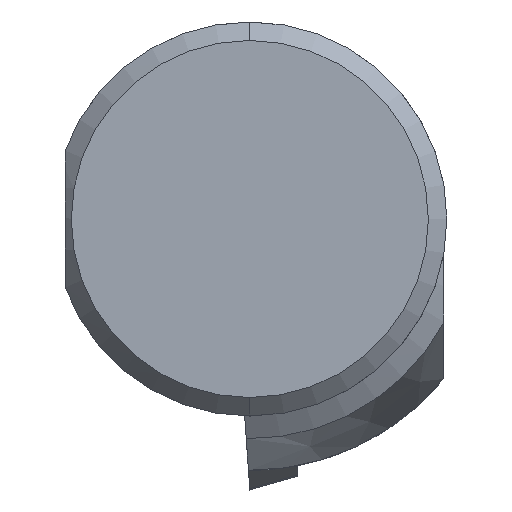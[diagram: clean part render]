
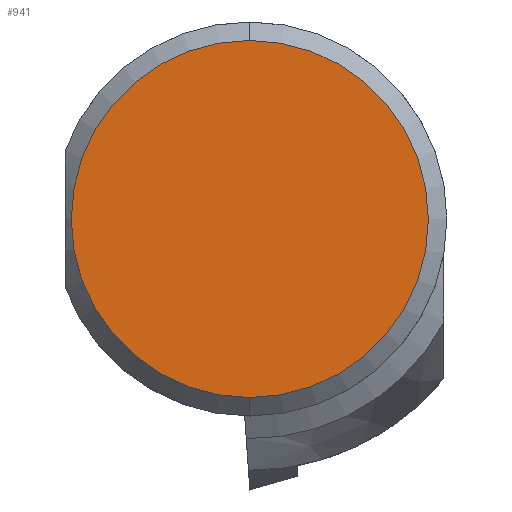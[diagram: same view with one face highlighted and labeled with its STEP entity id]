
A CAD part, left-side view. The second image highlights one B-rep face of the part: STEP entity #941.
In plain terms, the highlighted face is planar.
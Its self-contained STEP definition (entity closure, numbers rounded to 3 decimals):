
#570=CARTESIAN_POINT('',(0.,0.,0.));
#571=DIRECTION('',(0.,0.,1.));
#572=DIRECTION('',(-1.,0.,0.));
#573=AXIS2_PLACEMENT_3D('',#570,#571,#572);
#578=CARTESIAN_POINT('',(0.,0.,0.));
#579=DIRECTION('',(0.,0.,-1.));
#580=DIRECTION('',(-1.,0.,0.));
#581=AXIS2_PLACEMENT_3D('',#578,#579,#580);
#626=CARTESIAN_POINT('',(-14.5,0.,0.));
#628=VERTEX_POINT('',#626);
#630=CARTESIAN_POINT('',(14.5,0.,0.));
#632=VERTEX_POINT('',#630);
#932=CARTESIAN_POINT('',(0.,0.,0.));
#933=DIRECTION('',(0.,0.,-1.));
#934=DIRECTION('',(1.,0.,0.));
#935=AXIS2_PLACEMENT_3D('',#932,#933,#934);
#936=PLANE('',#935);
#937=ORIENTED_EDGE('',*,*,#925,.F.);
#938=ORIENTED_EDGE('',*,*,#895,.T.);
#939=EDGE_LOOP('',(#937,#938));
#940=FACE_OUTER_BOUND('',#939,.F.);
#574=CIRCLE('',#573,14.5);
#582=CIRCLE('',#581,14.5);
#895=EDGE_CURVE('',#628,#632,#582,.T.);
#925=EDGE_CURVE('',#628,#632,#574,.T.);
#941=ADVANCED_FACE('',(#940),#936,.F.);
